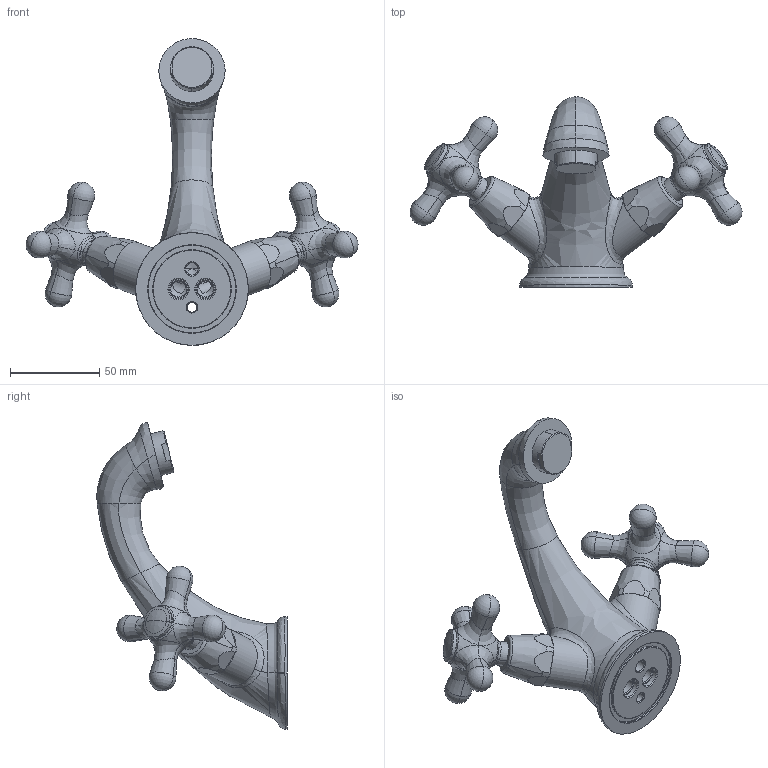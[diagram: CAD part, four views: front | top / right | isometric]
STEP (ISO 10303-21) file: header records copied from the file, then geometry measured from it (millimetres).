
FILE_DESCRIPTION((''),'2;1');
FILE_NAME('IRV065CR','2021-11-10T17:09:04',('ut3'),('PAFFONI SpA'),'CREO PARAMETRIC BY PTC INC, 2020044','CREO PARAMETRIC BY PTC INC, 2020044','');
FILE_SCHEMA(('CONFIG_CONTROL_DESIGN','SHAPE_APPEARANCE_LAYERS_GROUPS'));
Length unit declared in the file: millimetre
Products named in the file (1): IRV065CR
Bounding box: 185.58 x 106.35 x 171.45 mm (x, y, z)
Volume: 180371 mm3; surface area: 64900.9 mm2
Topology: 1 solids, 1 shells, 325 faces, 789 edges, 458 vertices
Faces by surface type: plane 82, bspline 80, cylinder 73, cone 54, torus 20, sphere 16
Entity records: 20424 total; most frequent: CARTESIAN_POINT 10428, ORIENTED_EDGE 1526, DIRECTION 1347, EDGE_CURVE 763, AXIS2_PLACEMENT_3D 572, FILL_AREA_STYLE_COLOUR 471, FILL_AREA_STYLE 471, SURFACE_STYLE_FILL_AREA 471
